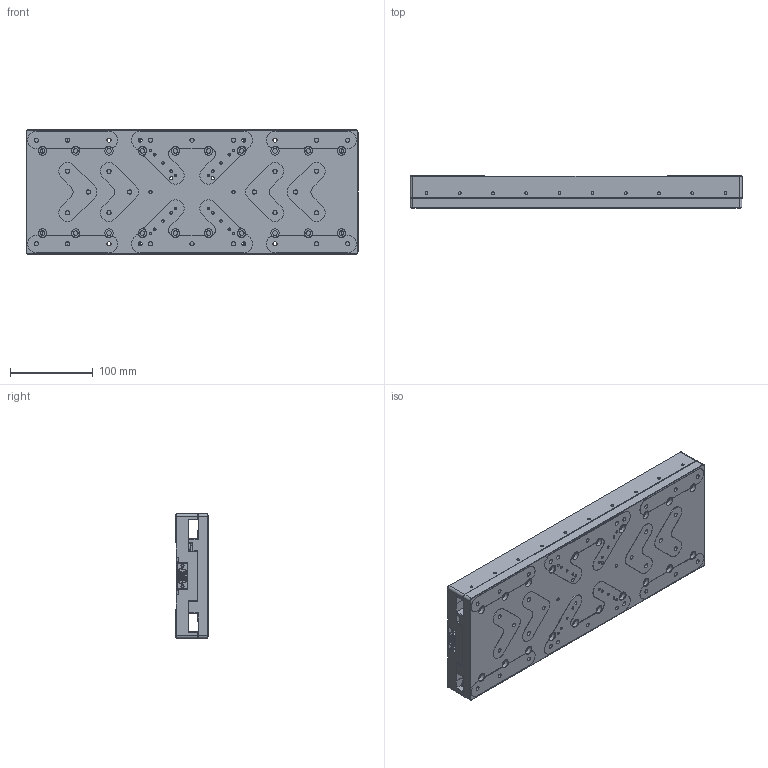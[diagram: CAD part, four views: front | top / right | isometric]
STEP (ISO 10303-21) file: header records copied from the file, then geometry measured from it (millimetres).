
FILE_DESCRIPTION (( 'STEP AP203' ), '1' );
FILE_NAME ('527460.STEP', '2025-05-06T06:00:19', ( 'Windows User' ), ( 'P R C' ), 'SwSTEP 2.0', 'SolidWorks 2020', '' );
FILE_SCHEMA (( 'CONFIG_CONTROL_DESIGN' ));
Length unit declared in the file: millimetre
Products named in the file (1): 527460
Bounding box: 400 x 39 x 150 mm (x, y, z)
Volume: 1891817.7 mm3; surface area: 383759.9 mm2
Topology: 12 solids, 12 shells, 1323 faces, 3429 edges, 2256 vertices
Faces by surface type: plane 642, cylinder 581, cone 66, torus 30, bspline 4
Full cylindrical faces by diameter (mm): 1 x30, 1.08 x15, 2.05 x4, 2.5 x16, 3 x4, 3.2 x6, 3.3 x40, 3.4 x6, 3.5 x2, 4 x6, 4.5 x6, 4.8 x4, 5 x36, 5.5 x52, 6.2 x2, 6.4 x8, 6.5 x6, 8 x12, 8.5 x4, 10 x40, 11.2 x8
Entity records: 39990 total; most frequent: CARTESIAN_POINT 7721, DIRECTION 6827, ORIENTED_EDGE 5988, EDGE_CURVE 2994, AXIS2_PLACEMENT_3D 2584, VERTEX_POINT 2198, EDGE_LOOP 2142, FACE_OUTER_BOUND 1660
